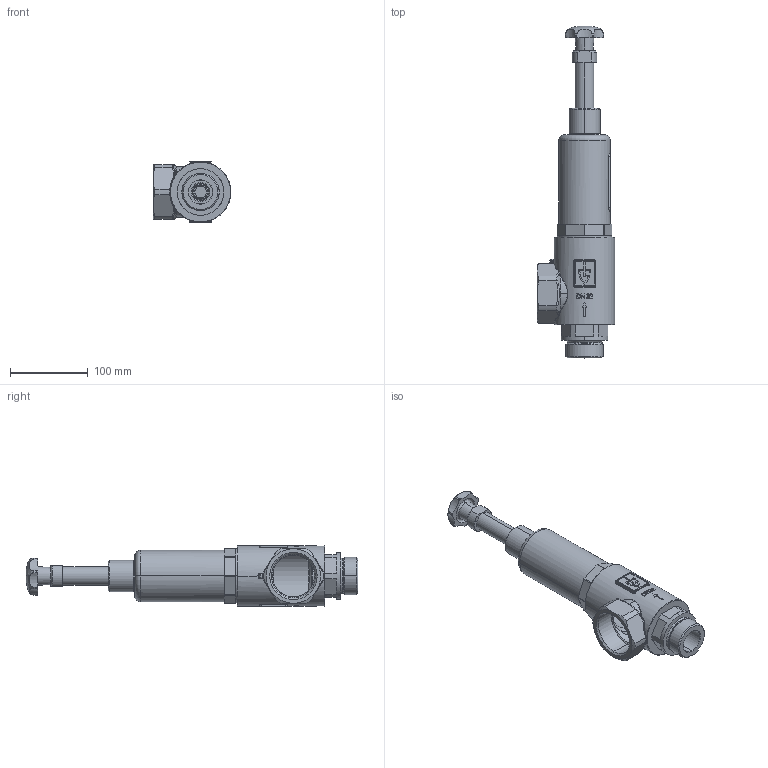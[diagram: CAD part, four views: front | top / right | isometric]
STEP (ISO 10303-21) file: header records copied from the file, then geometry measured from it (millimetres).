
FILE_DESCRIPTION (( 'STEP AP214' ), '1' );
FILE_NAME ('453bGFO-32-M-F-40-50.STEP', '2023-12-01T08:36:31', ( '' ), ( '' ), 'SwSTEP 2.0', 'SolidWorks 2022', '' );
FILE_SCHEMA (( 'AUTOMOTIVE_DESIGN' ));
Length unit declared in the file: millimetre
Products named in the file (1): 453bGFO-32-M-F-40-50
Bounding box: 100 x 427.02 x 79 mm (x, y, z)
Volume: 465496.8 mm3; surface area: 186695.1 mm2
Topology: 7 solids, 7 shells, 644 faces, 1571 edges, 975 vertices
Faces by surface type: plane 216, cylinder 158, bspline 134, cone 71, torus 59, sphere 6
Entity records: 31860 total; most frequent: CARTESIAN_POINT 10320, ORIENTED_EDGE 3134, DIRECTION 2832, EDGE_CURVE 1567, AXIS2_PLACEMENT_3D 1107, VERTEX_POINT 975, EDGE_LOOP 698, UNCERTAINTY_MEASURE_WITH_UNIT 653
